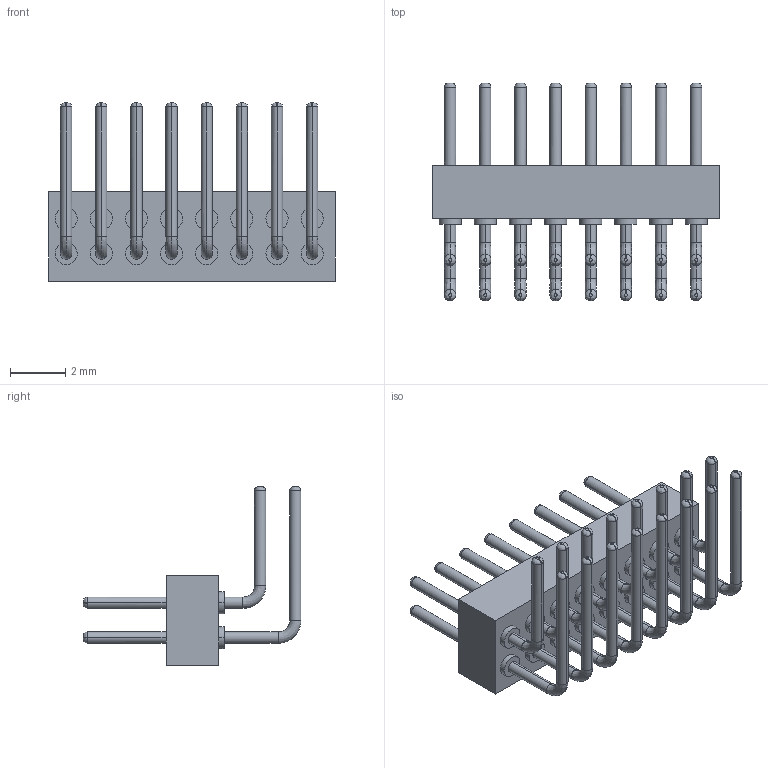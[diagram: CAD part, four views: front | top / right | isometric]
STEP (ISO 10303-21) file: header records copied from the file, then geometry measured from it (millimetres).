
FILE_DESCRIPTION( ('This file contains a STEP AP42 implementation' ,'as created by ZW3D STEP Interface translator.') ,'2;1' );
FILE_NAME( '3514-19220RXX103X1.stp' ,'231011. 83444', (''), ('ZWCAD Software Co.'), 'Version 1.0', 'ZW3D to STEP translator', '' );
FILE_SCHEMA(('AUTOMOTIVE_DESIGN { 1 0 10303 214 1 1 1 1 }'));
Length unit declared in the file: millimetre
Products named in the file (2): 0; 3514-19220RXX103X1
Bounding box: 10.37 x 7.88 x 6.45 mm (x, y, z)
Volume: 85.3 mm3; surface area: 327.8 mm2
Topology: 1 solids, 9 shells, 436 faces, 874 edges, 488 vertices
Faces by surface type: bspline 342, plane 54, cone 40
Entity records: 27736 total; most frequent: CARTESIAN_POINT 21555, ORIENTED_EDGE 1716, EDGE_CURVE 858, B_SPLINE_CURVE_WITH_KNOTS 838, VERTEX_POINT 488, EDGE_LOOP 484, FACE_OUTER_BOUND 436, ADVANCED_FACE 436
